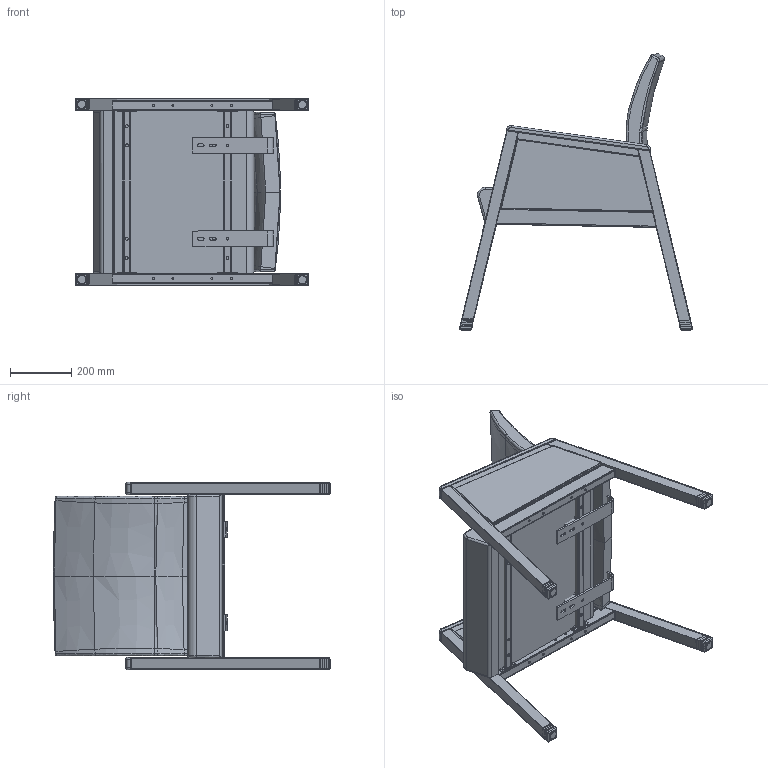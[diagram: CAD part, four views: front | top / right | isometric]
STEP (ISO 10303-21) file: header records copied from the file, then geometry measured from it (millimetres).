
FILE_DESCRIPTION(/* description */ (''),/* implementation_level */ '2;1');
FILE_NAME(/* name */ 'KAD10PJ.stp',/* time_stamp */ '2016-10-19T09:58:02-04:00',/* author */ ('emerkel'),/* organization */ (''),/* preprocessor_version */ 'ST-DEVELOPER v16.5',/* originating_system */ 'Autodesk Inventor 2017',/* authorisation */ '');
FILE_SCHEMA (('AUTOMOTIVE_DESIGN { 1 0 10303 214 3 1 1 }'));
Products named in the file (27): KAD10PJ; STU1X1.5X21; STU1X1.5X21_1; STU1X1.5X21_2; U-CHANNEL FOR STUBE; ST1X1.5X21; ST1X1.5X21_1; ST1X1.5X21_2; STUBE PLT-4; UBACK KAD10; USEAT KAD10; KOW10 MAC BLK; LEG CAP KOL-1; LEG CAP KOL-1_1; GLD BLK 5-16; UPANEL KAD10; KAD ARML BRZ; KAD FRONT LEG-F; KAD TOP BAR-F; KAD REAR LEG-F; KAD BOTTOM BAR-F; KAD ARMR BRZ; KAD FRONT LEG-F_MIR; KAD TOP BAR-F_MIR; KAD REAR LEG-F_MIR; KAD BOTTOM BAR-F_MIR; JBAR KOT
Assembly tree (36 placements, depth 3):
  KAD10PJ
    STU1X1.5X21
      STU1X1.5X21_1
      STU1X1.5X21_2
      STUBE PLT-4  x2
      U-CHANNEL FOR STUBE  x2
    ST1X1.5X21
      ST1X1.5X21_1
      ST1X1.5X21_2
      STUBE PLT-4  x2
    UBACK KAD10
    USEAT KAD10
    KOW10 MAC BLK  x2
    LEG CAP KOL-1  x4
      LEG CAP KOL-1_1
      GLD BLK 5-16
    UPANEL KAD10  x2
    KAD ARML BRZ
      KAD FRONT LEG-F
      KAD TOP BAR-F
      KAD REAR LEG-F
      KAD BOTTOM BAR-F
    KAD ARMR BRZ
      KAD FRONT LEG-F_MIR
      KAD TOP BAR-F_MIR
      KAD REAR LEG-F_MIR
      KAD BOTTOM BAR-F_MIR
    JBAR KOT  x2
Bounding box: 761.41 x 904.93 x 613.08 mm (x, y, z)
Volume: 47629509.6 mm3; surface area: 3726237.6 mm2
Topology: 47 solids, 55 shells, 3179 faces, 6877 edges, 3824 vertices
Faces by surface type: cylinder 1028, plane 795, bspline 728, torus 540, sphere 80, cone 8
Full cylindrical faces by diameter (mm): 4.366 x8, 6.35 x44, 6.528 x8, 7.925 x8, 8.712 x4, 8.733 x16, 9.525 x18, 9.906 x4, 11.989 x4, 31.75 x4
Entity records: 44627 total; most frequent: CARTESIAN_POINT 19480, ORIENTED_EDGE 5040, DIRECTION 4794, EDGE_CURVE 2522, AXIS2_PLACEMENT_3D 1829, VERTEX_POINT 1520, EDGE_LOOP 1412, FACE_OUTER_BOUND 1157
